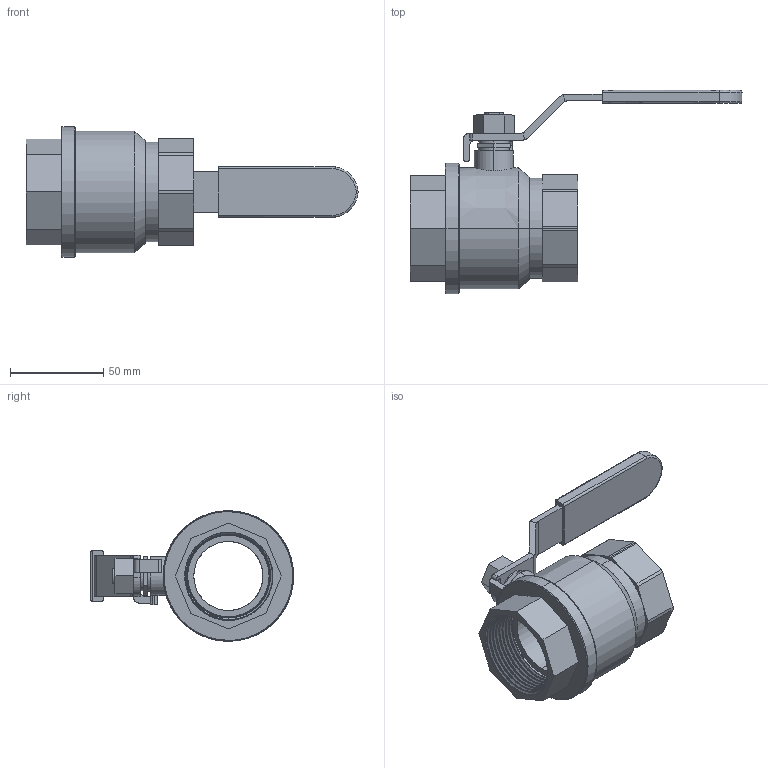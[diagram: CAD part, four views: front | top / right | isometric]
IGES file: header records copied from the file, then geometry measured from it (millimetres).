
Start section: SolidWorks IGES file using analytic representation for surfaces
Global section: file name: BBF_40A.IGS; native system: SolidWorks 2017; preprocessor: SolidWorks 2017; author: D1712-001!; date: 200518.160855; units: millimetre
Bounding box: 178.04 x 109 x 70 mm (x, y, z)
Surface area: 49390.4 mm2 (no closed solid volume)
Topology: 0 solids, 0 shells, 203 faces, 6934 edges, 6934 vertices
Faces by surface type: bspline 109, revolution 94
